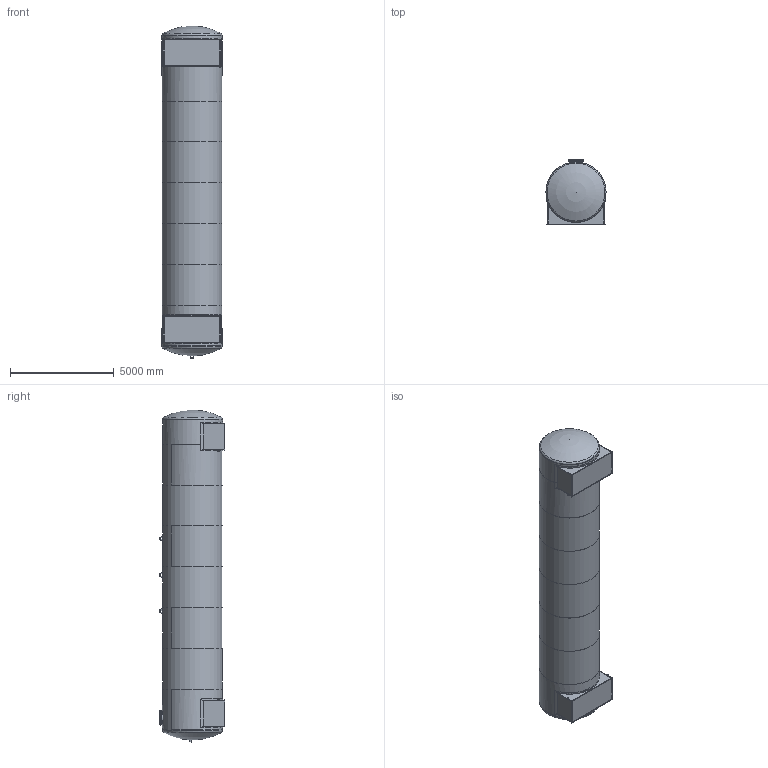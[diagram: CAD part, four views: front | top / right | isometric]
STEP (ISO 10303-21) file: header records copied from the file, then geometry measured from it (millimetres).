
FILE_DESCRIPTION((''),'2;1');
FILE_NAME('Behälter_6616_E_2900_100_100.stp','2013-02-11T12:30:07',('yh'),(''),'Autodesk Inventor 2012','Autodesk Inventor 2012','');
FILE_SCHEMA(('AUTOMOTIVE_DESIGN { 1 0 10303 214 1 1 1 1 }'));
Length unit declared in the file: millimetre
Products named in the file (1): Behälter_6616_E_2900_100_100_KV
Bounding box: 2900 x 3149.83 x 16020.62 mm (x, y, z)
Volume: 5318438181.3 mm3; surface area: 334620107.8 mm2
Topology: 5 solids, 7 shells, 1169 faces, 2722 edges, 1720 vertices
Faces by surface type: plane 698, cone 288, cylinder 179, torus 2, sphere 2
Full cylindrical faces by diameter (mm): 16.647 x32, 18 x64, 24.8 x32, 598 x1, 610 x1, 660 x1, 720 x2, 2882 x8, 2900 x10
Entity records: 32127 total; most frequent: CARTESIAN_POINT 7313, ORIENTED_EDGE 4850, DIRECTION 4656, EDGE_CURVE 2425, AXIS2_PLACEMENT_3D 1847, VERTEX_POINT 1650, EDGE_LOOP 1647, FACE_OUTER_BOUND 1169
